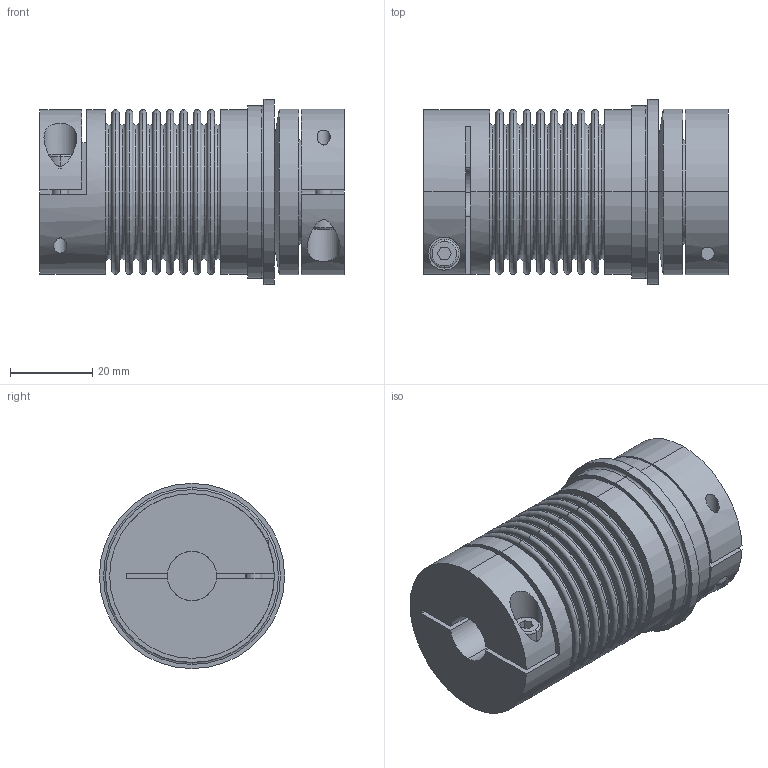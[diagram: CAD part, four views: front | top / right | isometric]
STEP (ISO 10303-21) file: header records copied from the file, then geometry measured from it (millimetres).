
FILE_DESCRIPTION(('STEP AP214'),'1');
FILE_NAME('cctmp_346EAB95-A750-44D5-82DE-1687DDB952F9_2023_06_08_15_28_09_0310..stp','2023-06-08T13:28:09',('R+W Antriebselemente GmbH'),('CADClick - www.CADClick.com'),'Spatial InterOp 3D',' ','unknown authorization');
FILE_SCHEMA(('AUTOMOTIVE_DESIGN'));
Length unit declared in the file: millimetre
Products named in the file (1): SK2/10/74/D/12/16/5/4-12
Bounding box: 74 x 45 x 45 mm (x, y, z)
Volume: 81040 mm3; surface area: 25353.4 mm2
Topology: 1 solids, 1 shells, 177 faces, 389 edges, 246 vertices
Faces by surface type: torus 74, plane 59, cylinder 42, cone 2
Entity records: 6632 total; most frequent: CARTESIAN_POINT 1049, DIRECTION 1002, ORIENTED_EDGE 778, AXIS2_PLACEMENT_3D 447, EDGE_CURVE 389, CIRCLE 269, VERTEX_POINT 246, EDGE_LOOP 213
